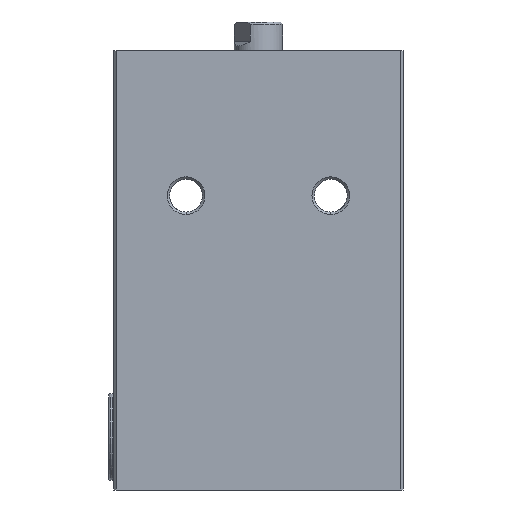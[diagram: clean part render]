
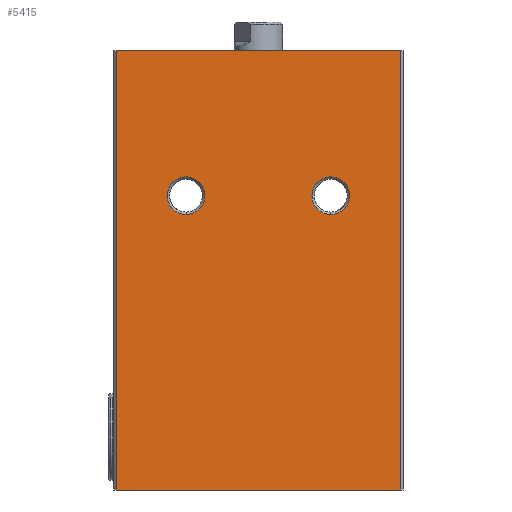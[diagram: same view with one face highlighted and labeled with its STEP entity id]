
A CAD part, front view. The second image highlights one B-rep face of the part: STEP entity #5415.
In plain terms, the highlighted planar face has unit normal (0, -1, 0).
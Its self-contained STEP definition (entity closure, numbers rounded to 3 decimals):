
#14 = CIRCLE ( 'NONE', #5812, 3.9 ) ;
#141 = DIRECTION ( 'NONE',  ( 0., 1., 0. ) ) ;
#283 = VECTOR ( 'NONE', #2529, 1000. ) ;
#481 = CARTESIAN_POINT ( 'NONE',  ( 319.269, 33.899, 91. ) ) ;
#566 = ORIENTED_EDGE ( 'NONE', *, *, #7545, .T. ) ;
#610 = ORIENTED_EDGE ( 'NONE', *, *, #1532, .T. ) ;
#701 = FACE_BOUND ( 'NONE', #705, .T. ) ;
#705 = EDGE_LOOP ( 'NONE', ( #566, #1244 ) ) ;
#742 = CARTESIAN_POINT ( 'NONE',  ( 319.269, 33.899, 91. ) ) ;
#802 = CARTESIAN_POINT ( 'NONE',  ( 319.269, 33.899, 0. ) ) ;
#1095 = CARTESIAN_POINT ( 'NONE',  ( 363.769, 33.899, 61. ) ) ;
#1244 = ORIENTED_EDGE ( 'NONE', *, *, #1576, .T. ) ;
#1294 = CARTESIAN_POINT ( 'NONE',  ( 378.269, 33.899, 0. ) ) ;
#1332 = VERTEX_POINT ( 'NONE', #7792 ) ;
#1385 = DIRECTION ( 'NONE',  ( 0., 0., -1. ) ) ;
#1532 = EDGE_CURVE ( 'NONE', #6879, #4721, #3194, .T. ) ;
#1545 = VERTEX_POINT ( 'NONE', #7001 ) ;
#1576 = EDGE_CURVE ( 'NONE', #2857, #3012, #4003, .T. ) ;
#1683 = PLANE ( 'NONE',  #7729 ) ;
#1877 = EDGE_LOOP ( 'NONE', ( #6136, #5925 ) ) ;
#2330 = DIRECTION ( 'NONE',  ( 0., 1., 0. ) ) ;
#2519 = CARTESIAN_POINT ( 'NONE',  ( 363.769, 33.899, 57.1 ) ) ;
#2529 = DIRECTION ( 'NONE',  ( 0., 0., -1. ) ) ;
#2578 = VECTOR ( 'NONE', #4485, 1000. ) ;
#2698 = CARTESIAN_POINT ( 'NONE',  ( 333.769, 33.899, 61. ) ) ;
#2790 = CARTESIAN_POINT ( 'NONE',  ( 333.769, 33.899, 61. ) ) ;
#2857 = VERTEX_POINT ( 'NONE', #7799 ) ;
#2884 = DIRECTION ( 'NONE',  ( 0., 1., 0. ) ) ;
#3012 = VERTEX_POINT ( 'NONE', #2519 ) ;
#3119 = LINE ( 'NONE', #6200, #7730 ) ;
#3140 = LINE ( 'NONE', #7586, #2578 ) ;
#3194 = LINE ( 'NONE', #4442, #5794 ) ;
#3278 = DIRECTION ( 'NONE',  ( 0., 0., 1. ) ) ;
#3314 = VERTEX_POINT ( 'NONE', #7027 ) ;
#3371 = DIRECTION ( 'NONE',  ( 0., 0., 1. ) ) ;
#3478 = LINE ( 'NONE', #742, #283 ) ;
#3744 = CARTESIAN_POINT ( 'NONE',  ( 363.769, 33.899, 61. ) ) ;
#3829 = DIRECTION ( 'NONE',  ( 1., 0., 0. ) ) ;
#3834 = EDGE_CURVE ( 'NONE', #1332, #3897, #5877, .T. ) ;
#3862 = EDGE_LOOP ( 'NONE', ( #610, #5268, #4177, #4556 ) ) ;
#3863 = AXIS2_PLACEMENT_3D ( 'NONE', #2698, #6888, #3278 ) ;
#3870 = FACE_BOUND ( 'NONE', #1877, .T. ) ;
#3897 = VERTEX_POINT ( 'NONE', #7504 ) ;
#4003 = CIRCLE ( 'NONE', #5485, 3.9 ) ;
#4065 = FACE_OUTER_BOUND ( 'NONE', #3862, .T. ) ;
#4177 = ORIENTED_EDGE ( 'NONE', *, *, #4927, .F. ) ;
#4357 = DIRECTION ( 'NONE',  ( 0., 0., 1. ) ) ;
#4442 = CARTESIAN_POINT ( 'NONE',  ( 319.269, 33.899, 0. ) ) ;
#4485 = DIRECTION ( 'NONE',  ( 1., 0., 0. ) ) ;
#4556 = ORIENTED_EDGE ( 'NONE', *, *, #7532, .T. ) ;
#4721 = VERTEX_POINT ( 'NONE', #1294 ) ;
#4889 = CIRCLE ( 'NONE', #5874, 3.9 ) ;
#4927 = EDGE_CURVE ( 'NONE', #3314, #1545, #3140, .T. ) ;
#5268 = ORIENTED_EDGE ( 'NONE', *, *, #6924, .F. ) ;
#5415 = ADVANCED_FACE ( 'NONE', ( #701, #3870, #4065 ), #1683, .F. ) ;
#5485 = AXIS2_PLACEMENT_3D ( 'NONE', #1095, #2884, #6497 ) ;
#5794 = VECTOR ( 'NONE', #3829, 1000. ) ;
#5812 = AXIS2_PLACEMENT_3D ( 'NONE', #2790, #6987, #3371 ) ;
#5874 = AXIS2_PLACEMENT_3D ( 'NONE', #3744, #141, #4357 ) ;
#5877 = CIRCLE ( 'NONE', #3863, 3.9 ) ;
#5907 = EDGE_CURVE ( 'NONE', #3897, #1332, #14, .T. ) ;
#5925 = ORIENTED_EDGE ( 'NONE', *, *, #3834, .T. ) ;
#6136 = ORIENTED_EDGE ( 'NONE', *, *, #5907, .T. ) ;
#6200 = CARTESIAN_POINT ( 'NONE',  ( 378.269, 33.899, 91. ) ) ;
#6497 = DIRECTION ( 'NONE',  ( 0., 0., 1. ) ) ;
#6525 = DIRECTION ( 'NONE',  ( 0., 0., 1. ) ) ;
#6879 = VERTEX_POINT ( 'NONE', #802 ) ;
#6888 = DIRECTION ( 'NONE',  ( 0., 1., 0. ) ) ;
#6924 = EDGE_CURVE ( 'NONE', #1545, #4721, #3119, .T. ) ;
#6987 = DIRECTION ( 'NONE',  ( 0., 1., 0. ) ) ;
#7001 = CARTESIAN_POINT ( 'NONE',  ( 378.269, 33.899, 91. ) ) ;
#7027 = CARTESIAN_POINT ( 'NONE',  ( 319.269, 33.899, 91. ) ) ;
#7504 = CARTESIAN_POINT ( 'NONE',  ( 333.769, 33.899, 57.1 ) ) ;
#7532 = EDGE_CURVE ( 'NONE', #3314, #6879, #3478, .T. ) ;
#7545 = EDGE_CURVE ( 'NONE', #3012, #2857, #4889, .T. ) ;
#7586 = CARTESIAN_POINT ( 'NONE',  ( 319.269, 33.899, 91. ) ) ;
#7729 = AXIS2_PLACEMENT_3D ( 'NONE', #481, #2330, #6525 ) ;
#7730 = VECTOR ( 'NONE', #1385, 1000. ) ;
#7792 = CARTESIAN_POINT ( 'NONE',  ( 333.769, 33.899, 64.9 ) ) ;
#7799 = CARTESIAN_POINT ( 'NONE',  ( 363.769, 33.899, 64.9 ) ) ;
